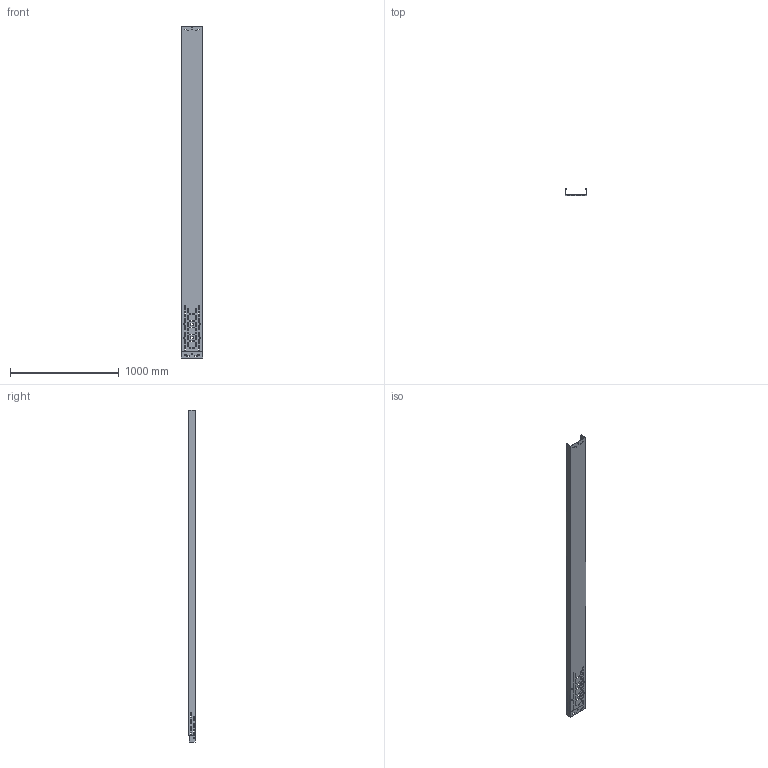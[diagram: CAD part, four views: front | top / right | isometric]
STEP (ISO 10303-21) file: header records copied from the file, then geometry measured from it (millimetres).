
FILE_DESCRIPTION (( 'STEP AP214' ), '1' );
FILE_NAME ('NDX_RLVC_60-200_MED_214.step', '2020-09-21T12:54:01', ( '' ), ( '' ), 'SwSTEP 2.0', 'SolidWorks 2019', '' );
FILE_SCHEMA (( 'AUTOMOTIVE_DESIGN' ));
Length unit declared in the file: millimetre
Products named in the file (1): NDX_RLVC_60-200_MED_214
Bounding box: 201 x 60 x 3057.5 mm (x, y, z)
Volume: 1597665.1 mm3; surface area: 2165945.4 mm2
Topology: 2 solids, 2 shells, 288 faces, 852 edges, 568 vertices
Faces by surface type: plane 288
Entity records: 9715 total; most frequent: CARTESIAN_POINT 1709, ORIENTED_EDGE 1704, DIRECTION 1430, VECTOR 852, LINE 852, EDGE_CURVE 852, VERTEX_POINT 568, EDGE_LOOP 416
